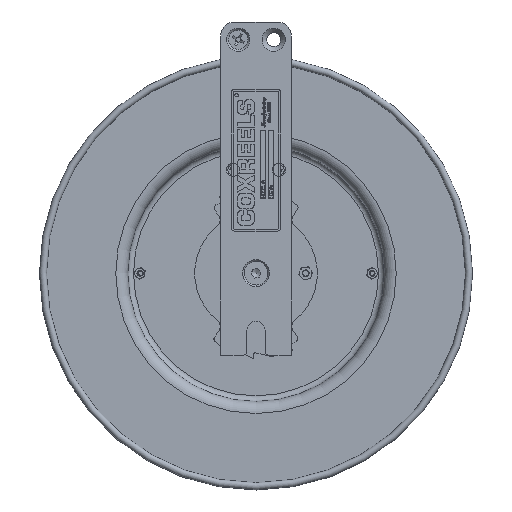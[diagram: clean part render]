
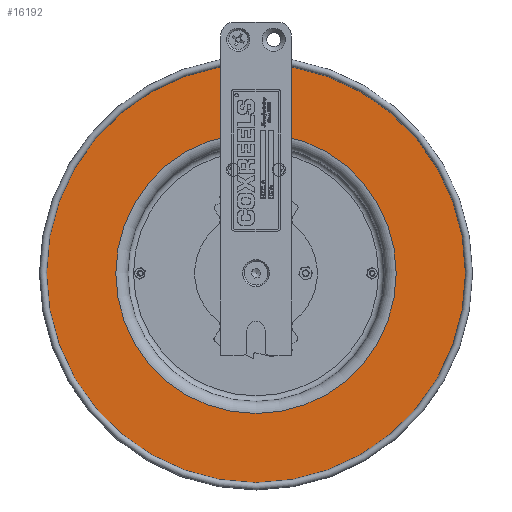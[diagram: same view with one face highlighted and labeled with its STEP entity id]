
A CAD part, top view. The second image highlights one B-rep face of the part: STEP entity #16192.
In plain terms, the highlighted planar face has unit normal (0, 0, 1).
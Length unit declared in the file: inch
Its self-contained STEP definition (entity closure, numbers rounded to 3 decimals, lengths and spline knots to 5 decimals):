
#208=FACE_BOUND('',#1047,.T.);
#456=PLANE('',#16776);
#692=FACE_OUTER_BOUND('',#1046,.T.);
#1046=EDGE_LOOP('',(#12724));
#1047=EDGE_LOOP('',(#12725));
#5961=CIRCLE('',#16775,4.9375);
#5962=CIRCLE('',#16777,7.5);
#6591=VERTEX_POINT('',#21669);
#6592=VERTEX_POINT('',#21672);
#9517=EDGE_CURVE('',#6591,#6591,#5961,.T.);
#9518=EDGE_CURVE('',#6592,#6592,#5962,.T.);
#12724=ORIENTED_EDGE('',*,*,#9518,.F.);
#12725=ORIENTED_EDGE('',*,*,#9517,.T.);
#16192=ADVANCED_FACE('',(#692,#208),#456,.T.);
#16775=AXIS2_PLACEMENT_3D('',#21670,#17951,#17952);
#16776=AXIS2_PLACEMENT_3D('',#21671,#17953,#17954);
#16777=AXIS2_PLACEMENT_3D('',#21673,#17955,#17956);
#17951=DIRECTION('center_axis',(0.,0.,
-1.));
#17952=DIRECTION('ref_axis',(-1.,0.,0.));
#17953=DIRECTION('center_axis',(0.,0.,
1.));
#17954=DIRECTION('ref_axis',(0.,1.,0.));
#17955=DIRECTION('center_axis',(0.,0.,
-1.));
#17956=DIRECTION('ref_axis',(-1.,0.,0.));
#21669=CARTESIAN_POINT('',(-4.9375,-2.98081,-0.6425));
#21670=CARTESIAN_POINT('Origin',(0.,-2.98081,
-0.6425));
#21671=CARTESIAN_POINT('Origin',(-6.21875,-2.98081,-0.6425));
#21672=CARTESIAN_POINT('',(-7.5,-2.98081,-0.6425));
#21673=CARTESIAN_POINT('Origin',(0.,-2.98081,
-0.6425));
